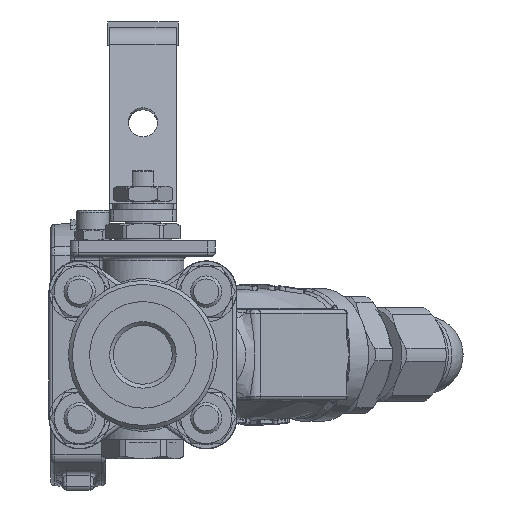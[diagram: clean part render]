
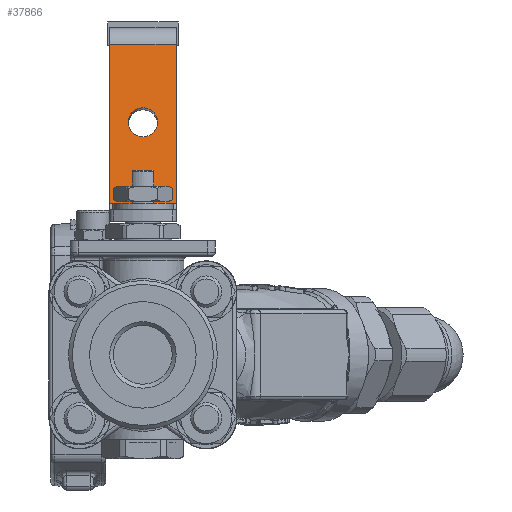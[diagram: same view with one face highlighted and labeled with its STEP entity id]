
A CAD part, left-side view. The second image highlights one B-rep face of the part: STEP entity #37866.
In plain terms, the highlighted planar face has unit normal (-0.985, 0, 0.174).
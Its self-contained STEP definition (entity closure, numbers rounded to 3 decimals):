
#3818=FACE_BOUND('',#8652,.T.);
#4376=PLANE('',#41393);
#6201=FACE_OUTER_BOUND('',#8651,.T.);
#8651=EDGE_LOOP('',(#31212,#31213,#31214,#31215));
#8652=EDGE_LOOP('',(#31216));
#10546=LINE('',#73150,#12355);
#10551=LINE('',#73164,#12360);
#10570=LINE('',#73220,#12379);
#10571=LINE('',#73221,#12380);
#12355=VECTOR('',#49202,10.);
#12360=VECTOR('',#49217,10.);
#12379=VECTOR('',#49276,10.);
#12380=VECTOR('',#49277,10.);
#14540=CIRCLE('',#41372,3.75);
#17271=VERTEX_POINT('',#73147);
#17272=VERTEX_POINT('',#73149);
#17275=VERTEX_POINT('',#73157);
#17276=VERTEX_POINT('',#73163);
#17293=VERTEX_POINT('',#73219);
#22125=EDGE_CURVE('',#17271,#17272,#10546,.T.);
#22130=EDGE_CURVE('',#17275,#17275,#14540,.T.);
#22133=EDGE_CURVE('',#17272,#17276,#10551,.T.);
#22161=EDGE_CURVE('',#17276,#17293,#10570,.T.);
#22162=EDGE_CURVE('',#17293,#17271,#10571,.T.);
#31212=ORIENTED_EDGE('',*,*,#22161,.F.);
#31213=ORIENTED_EDGE('',*,*,#22133,.F.);
#31214=ORIENTED_EDGE('',*,*,#22125,.F.);
#31215=ORIENTED_EDGE('',*,*,#22162,.F.);
#31216=ORIENTED_EDGE('',*,*,#22130,.T.);
#37866=ADVANCED_FACE('',(#6201,#3818),#4376,.T.);
#41372=AXIS2_PLACEMENT_3D('',#73159,#49211,#49212);
#41393=AXIS2_PLACEMENT_3D('',#73218,#49274,#49275);
#49202=DIRECTION('',(0.,-1.,0.));
#49211=DIRECTION('center_axis',(0.985,0.,
-0.174));
#49212=DIRECTION('ref_axis',(-0.174,0.,-0.985));
#49217=DIRECTION('',(-0.174,0.,-0.985));
#49274=DIRECTION('center_axis',(-0.985,0.,
0.174));
#49275=DIRECTION('ref_axis',(0.174,0.,0.985));
#49276=DIRECTION('',(0.,1.,0.));
#49277=DIRECTION('',(0.174,0.,0.985));
#73147=CARTESIAN_POINT('',(-159.433,27.333,77.851));
#73149=CARTESIAN_POINT('',(-159.433,10.333,77.851));
#73150=CARTESIAN_POINT('',(-159.433,18.833,77.851));
#73157=CARTESIAN_POINT('',(-162.303,18.833,61.576));
#73159=CARTESIAN_POINT('Origin',(-162.954,18.833,57.883));
#73163=CARTESIAN_POINT('',(-166.594,10.333,37.236));
#73164=CARTESIAN_POINT('',(-166.886,10.333,35.583));
#73218=CARTESIAN_POINT('Origin',(-166.886,18.833,35.583));
#73219=CARTESIAN_POINT('',(-166.594,27.333,37.236));
#73220=CARTESIAN_POINT('',(-166.594,18.833,37.236));
#73221=CARTESIAN_POINT('',(-166.886,27.333,35.583));
